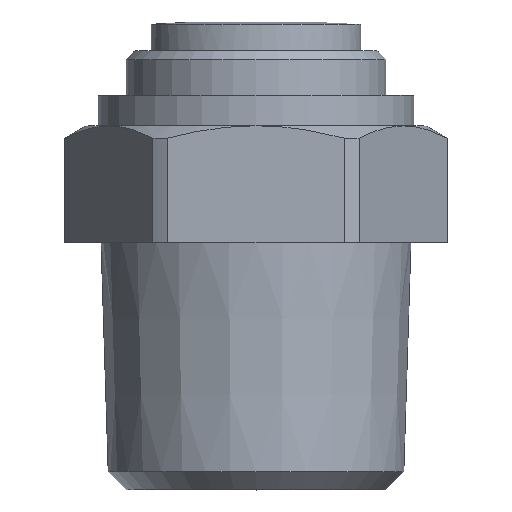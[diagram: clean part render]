
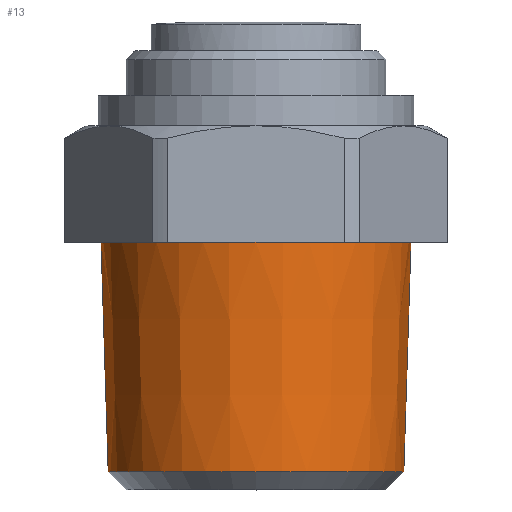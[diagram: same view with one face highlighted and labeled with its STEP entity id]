
A CAD part, top view. The second image highlights one B-rep face of the part: STEP entity #13.
In plain terms, the highlighted conical face has half-angle 1.79 degrees and reference radius 8.65 mm.
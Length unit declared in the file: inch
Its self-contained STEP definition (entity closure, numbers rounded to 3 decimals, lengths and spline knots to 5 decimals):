
#13 = ADVANCED_FACE ( 'NONE', ( #73 ), #1357, .T. ) ;
#37 = AXIS2_PLACEMENT_3D ( 'NONE', #2130, #1439, #1250 ) ;
#46 = CARTESIAN_POINT ( 'NONE',  ( 0., 0.03935, 0. ) ) ;
#73 = FACE_OUTER_BOUND ( 'NONE', #1857, .T. ) ;
#105 = CARTESIAN_POINT ( 'NONE',  ( -0.34055, 0.54331, 0. ) ) ;
#163 = CARTESIAN_POINT ( 'NONE',  ( -0.3248, 0.03935, 0. ) ) ;
#215 = DIRECTION ( 'NONE',  ( -1., 0., 0. ) ) ;
#286 = CIRCLE ( 'NONE', #1222, 0.3248 ) ;
#400 = ORIENTED_EDGE ( 'NONE', *, *, #1060, .T. ) ;
#456 = DIRECTION ( 'NONE',  ( -0.031, 1., 0. ) ) ;
#472 = EDGE_CURVE ( 'NONE', #1505, #1317, #2266, .T. ) ;
#622 = VECTOR ( 'NONE', #456, 39.37008 ) ;
#682 = CARTESIAN_POINT ( 'NONE',  ( 0.34055, 0.54331, 0. ) ) ;
#813 = AXIS2_PLACEMENT_3D ( 'NONE', #1003, #2239, #1183 ) ;
#845 = CARTESIAN_POINT ( 'NONE',  ( 0.3248, 0.03935, 0. ) ) ;
#851 = DIRECTION ( 'NONE',  ( 0.031, 1., 0. ) ) ;
#921 = VECTOR ( 'NONE', #851, 39.37008 ) ;
#1003 = CARTESIAN_POINT ( 'NONE',  ( 0., 0.54331, 0. ) ) ;
#1060 = EDGE_CURVE ( 'NONE', #2214, #1505, #286, .T. ) ;
#1088 = LINE ( 'NONE', #105, #622 ) ;
#1105 = ORIENTED_EDGE ( 'NONE', *, *, #472, .T. ) ;
#1183 = DIRECTION ( 'NONE',  ( -1., 0., 0. ) ) ;
#1222 = AXIS2_PLACEMENT_3D ( 'NONE', #46, #1270, #215 ) ;
#1250 = DIRECTION ( 'NONE',  ( -1., 0., 0. ) ) ;
#1270 = DIRECTION ( 'NONE',  ( 0., 1., 0. ) ) ;
#1293 = ORIENTED_EDGE ( 'NONE', *, *, #1947, .F. ) ;
#1317 = VERTEX_POINT ( 'NONE', #682 ) ;
#1357 = CONICAL_SURFACE ( 'NONE', #37, 0.34055, 0.031 ) ;
#1439 = DIRECTION ( 'NONE',  ( 0., 1., 0. ) ) ;
#1505 = VERTEX_POINT ( 'NONE', #845 ) ;
#1755 = CARTESIAN_POINT ( 'NONE',  ( -0.34055, 0.54331, 0. ) ) ;
#1857 = EDGE_LOOP ( 'NONE', ( #400, #1105, #2025, #1293 ) ) ;
#1927 = CIRCLE ( 'NONE', #813, 0.34055 ) ;
#1947 = EDGE_CURVE ( 'NONE', #2214, #2204, #1088, .T. ) ;
#1977 = EDGE_CURVE ( 'NONE', #1317, #2204, #1927, .T. ) ;
#2025 = ORIENTED_EDGE ( 'NONE', *, *, #1977, .T. ) ;
#2088 = CARTESIAN_POINT ( 'NONE',  ( 0.34055, 0.54331, 0. ) ) ;
#2130 = CARTESIAN_POINT ( 'NONE',  ( 0., 0.54331, 0. ) ) ;
#2204 = VERTEX_POINT ( 'NONE', #1755 ) ;
#2214 = VERTEX_POINT ( 'NONE', #163 ) ;
#2239 = DIRECTION ( 'NONE',  ( 0., -1., 0. ) ) ;
#2266 = LINE ( 'NONE', #2088, #921 ) ;
